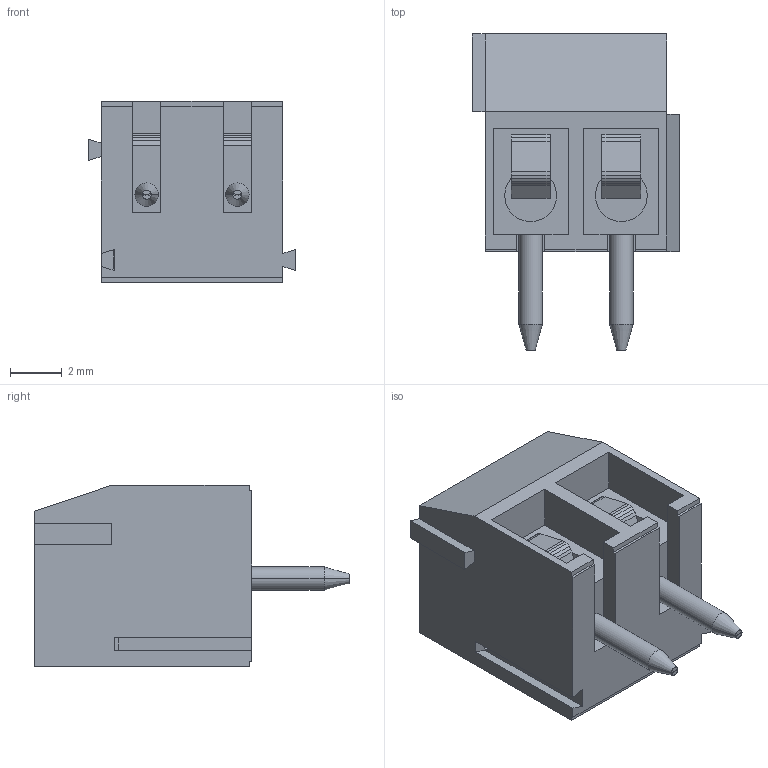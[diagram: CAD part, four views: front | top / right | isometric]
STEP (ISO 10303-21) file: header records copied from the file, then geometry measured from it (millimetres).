
FILE_DESCRIPTION(('FreeCAD Model'),'2;1');
FILE_NAME('Open CASCADE Shape Model','2022-05-22T23:09:48',('Author'),( ''),'Open CASCADE STEP processor 7.5','FreeCAD','Unknown');
FILE_SCHEMA(('AUTOMOTIVE_DESIGN { 1 0 10303 214 1 1 1 1 }'));
Length unit declared in the file: millimetre
Products named in the file (1): terminal_blocks_a-tb350-te02
Bounding box: 7.99 x 12.19 x 7 mm (x, y, z)
Volume: 301.7 mm3; surface area: 588.4 mm2
Topology: 1 solids, 1 shells, 147 faces, 401 edges, 262 vertices
Faces by surface type: plane 123, cylinder 16, cone 8
Entity records: 10891 total; most frequent: CARTESIAN_POINT 1769, DIRECTION 1511, LINE 1115, VECTOR 1115, ORIENTED_EDGE 794, PCURVE 794, DEFINITIONAL_REPRESENTATION 794, EDGE_CURVE 397
